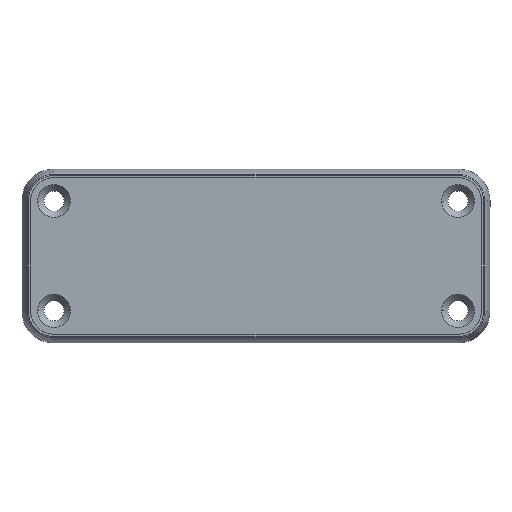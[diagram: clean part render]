
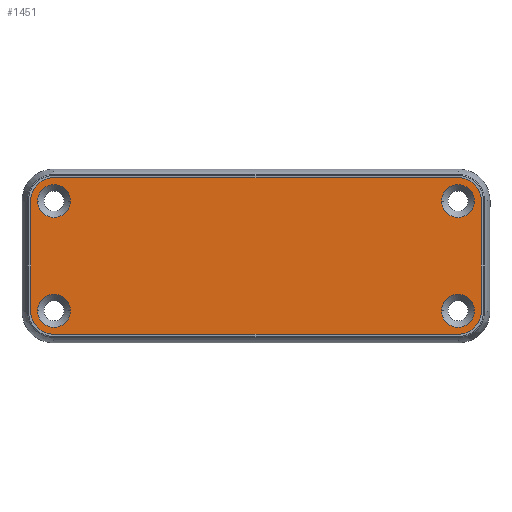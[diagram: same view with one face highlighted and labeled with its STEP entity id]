
A CAD part, top view. The second image highlights one B-rep face of the part: STEP entity #1451.
In plain terms, the highlighted planar face has unit normal (0, 0, 1).
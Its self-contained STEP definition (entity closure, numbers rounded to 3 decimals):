
#994=CARTESIAN_POINT('',(54.437,-10.196,2.5));
#995=VERTEX_POINT('',#994);
#1003=CARTESIAN_POINT('',(48.722,-10.196,2.5));
#1004=VERTEX_POINT('',#1003);
#1011=CARTESIAN_POINT('',(51.579,-10.196,2.5));
#1012=DIRECTION('',(0.0,0.0,-1.0));
#1013=DIRECTION('',(1.0,0.0,0.0));
#1014=AXIS2_PLACEMENT_3D('',#1011,#1012,#1013);
#1015=CIRCLE('',#1014,2.858);
#1016=EDGE_CURVE('',#995,#1004,#1015,.T.);
#1047=CARTESIAN_POINT('',(-15.583,8.828,2.5));
#1048=VERTEX_POINT('',#1047);
#1056=CARTESIAN_POINT('',(-21.298,8.828,2.5));
#1057=VERTEX_POINT('',#1056);
#1064=CARTESIAN_POINT('',(-18.441,8.828,2.5));
#1065=DIRECTION('',(0.0,0.0,-1.0));
#1066=DIRECTION('',(1.0,0.0,0.0));
#1067=AXIS2_PLACEMENT_3D('',#1064,#1065,#1066);
#1068=CIRCLE('',#1067,2.858);
#1069=EDGE_CURVE('',#1048,#1057,#1068,.T.);
#1100=CARTESIAN_POINT('',(-15.583,-10.196,2.5));
#1101=VERTEX_POINT('',#1100);
#1109=CARTESIAN_POINT('',(-21.298,-10.196,2.5));
#1110=VERTEX_POINT('',#1109);
#1117=CARTESIAN_POINT('',(-18.441,-10.196,2.5));
#1118=DIRECTION('',(0.0,0.0,-1.0));
#1119=DIRECTION('',(1.0,0.0,0.0));
#1120=AXIS2_PLACEMENT_3D('',#1117,#1118,#1119);
#1121=CIRCLE('',#1120,2.858);
#1122=EDGE_CURVE('',#1101,#1110,#1121,.T.);
#1153=CARTESIAN_POINT('',(54.437,8.828,2.5));
#1154=VERTEX_POINT('',#1153);
#1162=CARTESIAN_POINT('',(48.722,8.828,2.5));
#1163=VERTEX_POINT('',#1162);
#1170=CARTESIAN_POINT('',(51.579,8.828,2.5));
#1171=DIRECTION('',(0.0,0.0,-1.0));
#1172=DIRECTION('',(1.0,0.0,0.0));
#1173=AXIS2_PLACEMENT_3D('',#1170,#1171,#1172);
#1174=CIRCLE('',#1173,2.858);
#1175=EDGE_CURVE('',#1154,#1163,#1174,.T.);
#1207=CARTESIAN_POINT('',(51.579,8.828,2.5));
#1208=DIRECTION('',(0.0,0.0,-1.0));
#1209=DIRECTION('',(1.0,0.0,0.0));
#1210=AXIS2_PLACEMENT_3D('',#1207,#1208,#1209);
#1211=CIRCLE('',#1210,2.858);
#1212=EDGE_CURVE('',#1163,#1154,#1211,.T.);
#1252=CARTESIAN_POINT('',(-18.441,-10.196,2.5));
#1253=DIRECTION('',(0.0,0.0,-1.0));
#1254=DIRECTION('',(1.0,0.0,0.0));
#1255=AXIS2_PLACEMENT_3D('',#1252,#1253,#1254);
#1256=CIRCLE('',#1255,2.858);
#1257=EDGE_CURVE('',#1110,#1101,#1256,.T.);
#1297=CARTESIAN_POINT('',(-18.441,8.828,2.5));
#1298=DIRECTION('',(0.0,0.0,-1.0));
#1299=DIRECTION('',(1.0,0.0,0.0));
#1300=AXIS2_PLACEMENT_3D('',#1297,#1298,#1299);
#1301=CIRCLE('',#1300,2.858);
#1302=EDGE_CURVE('',#1057,#1048,#1301,.T.);
#1342=CARTESIAN_POINT('',(51.579,-10.196,2.5));
#1343=DIRECTION('',(0.0,0.0,-1.0));
#1344=DIRECTION('',(1.0,0.0,0.0));
#1345=AXIS2_PLACEMENT_3D('',#1342,#1343,#1344);
#1346=CIRCLE('',#1345,2.858);
#1347=EDGE_CURVE('',#1004,#995,#1346,.T.);
#1360=CARTESIAN_POINT('',(16.569,-0.684,2.5));
#1361=DIRECTION('',(0.0,0.0,1.0));
#1362=DIRECTION('',(1.0,0.0,0.0));
#1363=AXIS2_PLACEMENT_3D('',#1360,#1361,#1362);
#1364=PLANE('',#1363);
#1365=CARTESIAN_POINT('',(-22.496,8.881,2.5));
#1366=VERTEX_POINT('',#1365);
#1367=CARTESIAN_POINT('',(-18.496,12.881,2.5));
#1368=VERTEX_POINT('',#1367);
#1369=CARTESIAN_POINT('',(-18.496,8.881,2.5));
#1370=DIRECTION('',(0.0,0.0,-1.0));
#1371=DIRECTION('',(0.0,-1.0,0.0));
#1372=AXIS2_PLACEMENT_3D('',#1369,#1370,#1371);
#1373=CIRCLE('',#1372,4.);
#1374=EDGE_CURVE('',#1366,#1368,#1373,.T.);
#1375=ORIENTED_EDGE('',*,*,#1374,.F.);
#1376=CARTESIAN_POINT('',(-22.496,-10.249,2.5));
#1377=VERTEX_POINT('',#1376);
#1378=CARTESIAN_POINT('',(-22.496,-10.249,2.5));
#1379=DIRECTION('',(0.0,1.0,0.0));
#1380=VECTOR('',#1379,19.13);
#1381=LINE('',#1378,#1380);
#1382=EDGE_CURVE('',#1377,#1366,#1381,.T.);
#1383=ORIENTED_EDGE('',*,*,#1382,.F.);
#1384=CARTESIAN_POINT('',(-18.496,-14.249,2.5));
#1385=VERTEX_POINT('',#1384);
#1386=CARTESIAN_POINT('',(-18.496,-10.249,2.5));
#1387=DIRECTION('',(0.0,0.0,-1.0));
#1388=DIRECTION('',(1.0,0.0,0.0));
#1389=AXIS2_PLACEMENT_3D('',#1386,#1387,#1388);
#1390=CIRCLE('',#1389,4.);
#1391=EDGE_CURVE('',#1385,#1377,#1390,.T.);
#1392=ORIENTED_EDGE('',*,*,#1391,.F.);
#1393=CARTESIAN_POINT('',(51.634,-14.249,2.5));
#1394=VERTEX_POINT('',#1393);
#1395=CARTESIAN_POINT('',(51.634,-14.249,2.5));
#1396=DIRECTION('',(-1.0,0.0,0.0));
#1397=VECTOR('',#1396,70.13);
#1398=LINE('',#1395,#1397);
#1399=EDGE_CURVE('',#1394,#1385,#1398,.T.);
#1400=ORIENTED_EDGE('',*,*,#1399,.F.);
#1401=CARTESIAN_POINT('',(55.634,-10.249,2.5));
#1402=VERTEX_POINT('',#1401);
#1403=CARTESIAN_POINT('',(51.634,-10.249,2.5));
#1404=DIRECTION('',(0.0,0.0,-1.0));
#1405=DIRECTION('',(0.0,1.0,0.0));
#1406=AXIS2_PLACEMENT_3D('',#1403,#1404,#1405);
#1407=CIRCLE('',#1406,4.);
#1408=EDGE_CURVE('',#1402,#1394,#1407,.T.);
#1409=ORIENTED_EDGE('',*,*,#1408,.F.);
#1410=CARTESIAN_POINT('',(55.634,8.881,2.5));
#1411=VERTEX_POINT('',#1410);
#1412=CARTESIAN_POINT('',(55.634,8.881,2.5));
#1413=DIRECTION('',(0.0,-1.0,0.0));
#1414=VECTOR('',#1413,19.13);
#1415=LINE('',#1412,#1414);
#1416=EDGE_CURVE('',#1411,#1402,#1415,.T.);
#1417=ORIENTED_EDGE('',*,*,#1416,.F.);
#1418=CARTESIAN_POINT('',(51.634,12.881,2.5));
#1419=VERTEX_POINT('',#1418);
#1420=CARTESIAN_POINT('',(51.634,8.881,2.5));
#1421=DIRECTION('',(0.0,0.0,-1.0));
#1422=DIRECTION('',(-1.0,0.0,0.0));
#1423=AXIS2_PLACEMENT_3D('',#1420,#1421,#1422);
#1424=CIRCLE('',#1423,4.);
#1425=EDGE_CURVE('',#1419,#1411,#1424,.T.);
#1426=ORIENTED_EDGE('',*,*,#1425,.F.);
#1427=CARTESIAN_POINT('',(-18.496,12.881,2.5));
#1428=DIRECTION('',(1.0,0.0,0.0));
#1429=VECTOR('',#1428,70.13);
#1430=LINE('',#1427,#1429);
#1431=EDGE_CURVE('',#1368,#1419,#1430,.T.);
#1432=ORIENTED_EDGE('',*,*,#1431,.F.);
#1433=EDGE_LOOP('',(#1375,#1383,#1392,#1400,#1409,#1417,#1426,#1432));
#1434=FACE_OUTER_BOUND('',#1433,.T.);
#1435=ORIENTED_EDGE('',*,*,#1175,.T.);
#1436=ORIENTED_EDGE('',*,*,#1212,.T.);
#1437=EDGE_LOOP('',(#1435,#1436));
#1438=FACE_BOUND('',#1437,.T.);
#1439=ORIENTED_EDGE('',*,*,#1122,.T.);
#1440=ORIENTED_EDGE('',*,*,#1257,.T.);
#1441=EDGE_LOOP('',(#1439,#1440));
#1442=FACE_BOUND('',#1441,.T.);
#1443=ORIENTED_EDGE('',*,*,#1069,.T.);
#1444=ORIENTED_EDGE('',*,*,#1302,.T.);
#1445=EDGE_LOOP('',(#1443,#1444));
#1446=FACE_BOUND('',#1445,.T.);
#1447=ORIENTED_EDGE('',*,*,#1016,.T.);
#1448=ORIENTED_EDGE('',*,*,#1347,.T.);
#1449=EDGE_LOOP('',(#1447,#1448));
#1450=FACE_BOUND('',#1449,.T.);
#1451=ADVANCED_FACE('',(#1434,#1438,#1442,#1446,#1450),#1364,.T.);
